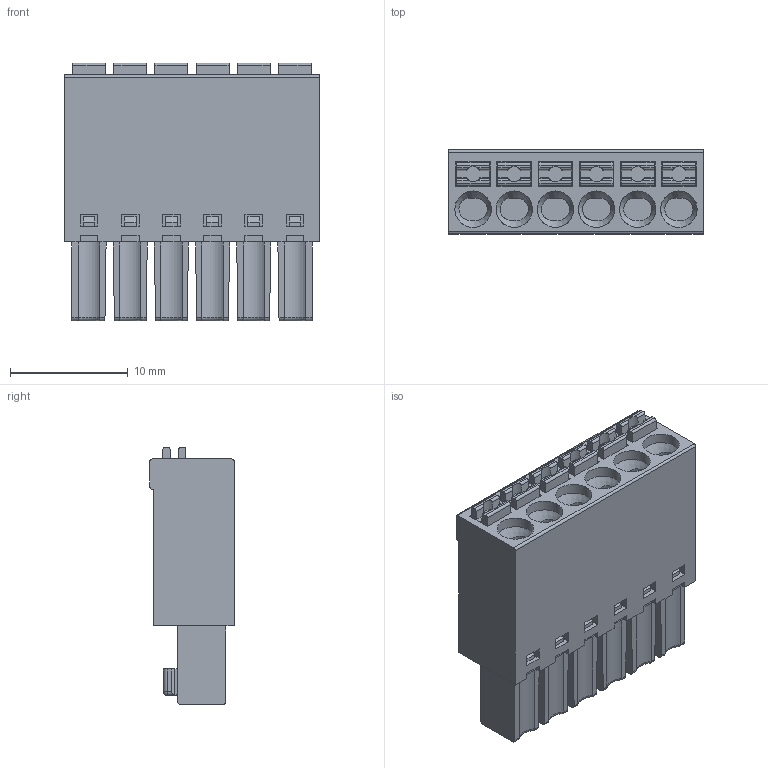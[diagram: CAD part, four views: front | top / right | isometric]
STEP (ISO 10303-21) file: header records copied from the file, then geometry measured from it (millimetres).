
FILE_DESCRIPTION(('STEP AP214'),'1');
FILE_NAME('SHM06-3,5-E.stp','2019-04-01T08:33:33',(' '),(' '),'Spatial InterOp 3D',' ',' ');
FILE_SCHEMA(('automotive_design'));
Length unit declared in the file: metre
Products named in the file (1): 1
Bounding box: 21.7 x 7.15 x 21.9 mm (x, y, z)
Volume: 2452 mm3; surface area: 2158.8 mm2
Topology: 1 solids, 1 shells, 539 faces, 1430 edges, 929 vertices
Faces by surface type: plane 374, cylinder 129, cone 18, sphere 12, torus 6
Full cylindrical faces by diameter (mm): 1.2 x6, 3.1 x6
Entity records: 21001 total; most frequent: CARTESIAN_POINT 3457, ORIENTED_EDGE 2740, DIRECTION 2620, EDGE_CURVE 1370, LINE 1036, VECTOR 1036, VERTEX_POINT 911, AXIS2_PLACEMENT_3D 792
